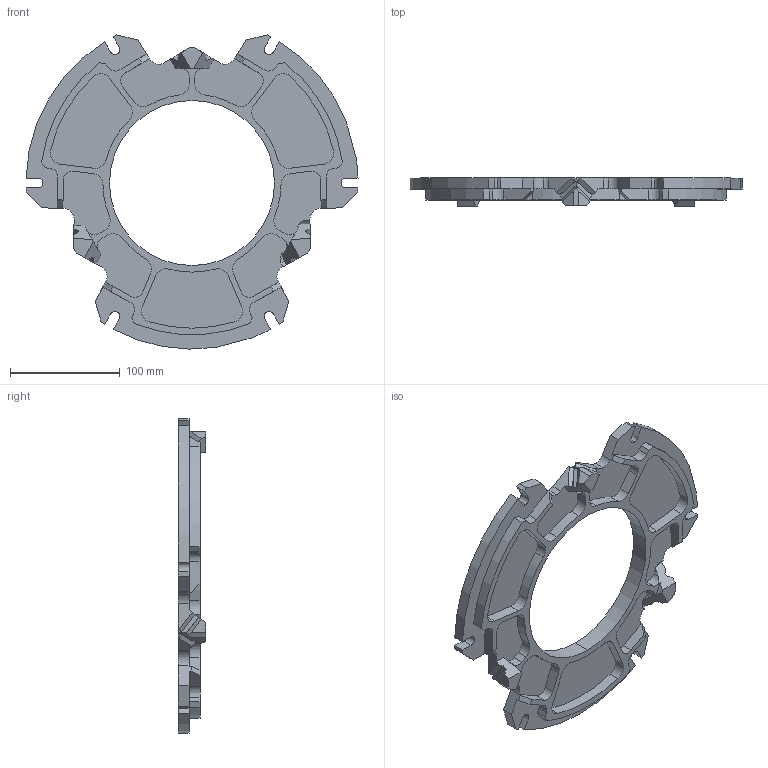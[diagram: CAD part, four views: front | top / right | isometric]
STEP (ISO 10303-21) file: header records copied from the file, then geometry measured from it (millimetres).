
FILE_DESCRIPTION (( 'STEP AP214' ), '1' );
FILE_NAME ('12600004_defeature.STEP', '2021-03-15T09:50:36', ( '' ), ( '' ), 'SwSTEP 2.0', 'SolidWorks 2020', '' );
FILE_SCHEMA (( 'AUTOMOTIVE_DESIGN' ));
Length unit declared in the file: millimetre
Products named in the file (1): 12600004_defeature
Bounding box: 301.87 x 25.39 x 285.68 mm (x, y, z)
Volume: 493249.5 mm3; surface area: 131214.4 mm2
Topology: 1 solids, 1 shells, 267 faces, 767 edges, 506 vertices
Faces by surface type: plane 166, cylinder 99, cone 2
Entity records: 8768 total; most frequent: CARTESIAN_POINT 1562, ORIENTED_EDGE 1534, DIRECTION 1493, EDGE_CURVE 767, LINE 563, VECTOR 563, VERTEX_POINT 506, AXIS2_PLACEMENT_3D 465
